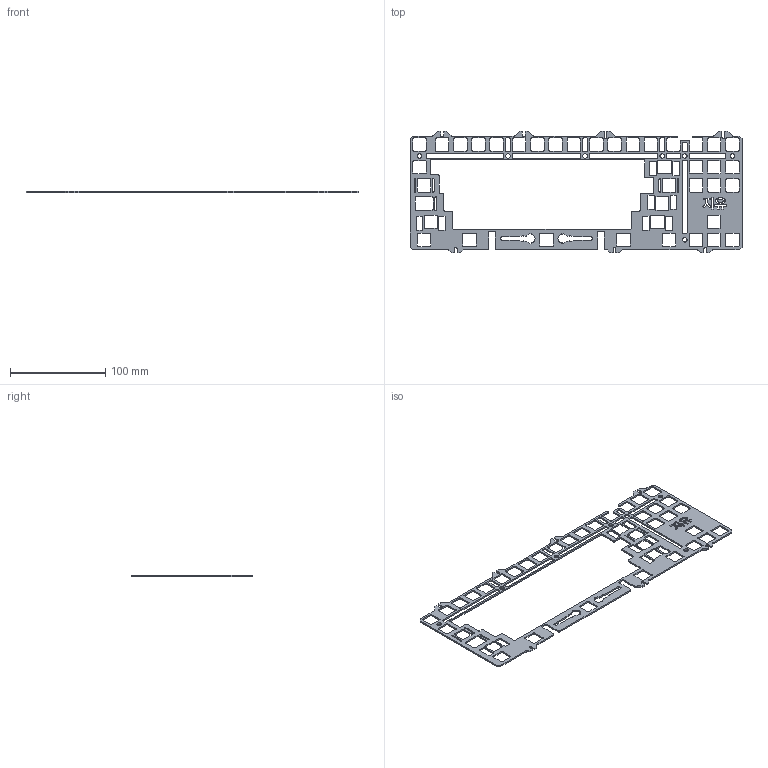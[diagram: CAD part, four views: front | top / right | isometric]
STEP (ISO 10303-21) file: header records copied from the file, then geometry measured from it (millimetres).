
FILE_DESCRIPTION(/* description */ (''),/* implementation_level */ '2;1');
FILE_NAME(/* name */ 'Half Plate v1.step',/* time_stamp */ '2021-05-17T14:47:14-05:00',/* author */ (''),/* organization */ (''),/* preprocessor_version */ 'ST-DEVELOPER v18.1',/* originating_system */ 'Autodesk Translation Framework v10.6.0.1341',/* authorisation */ '');
FILE_SCHEMA (('AUTOMOTIVE_DESIGN { 1 0 10303 214 3 1 1 }'));
Length unit declared in the file: millimetre
Products named in the file (1): Half Plate
Bounding box: 348.66 x 127.96 x 1.6 mm (x, y, z)
Volume: 23723.3 mm3; surface area: 38790.4 mm2
Topology: 1 solids, 1 shells, 890 faces, 2664 edges, 1776 vertices
Faces by surface type: cylinder 431, plane 429, bspline 30
Full cylindrical faces by diameter (mm): 4.762 x7
Entity records: 30621 total; most frequent: CARTESIAN_POINT 5645, ORIENTED_EDGE 5328, DIRECTION 5228, EDGE_CURVE 2664, VERTEX_POINT 1776, AXIS2_PLACEMENT_3D 1743, LINE 1742, VECTOR 1742
